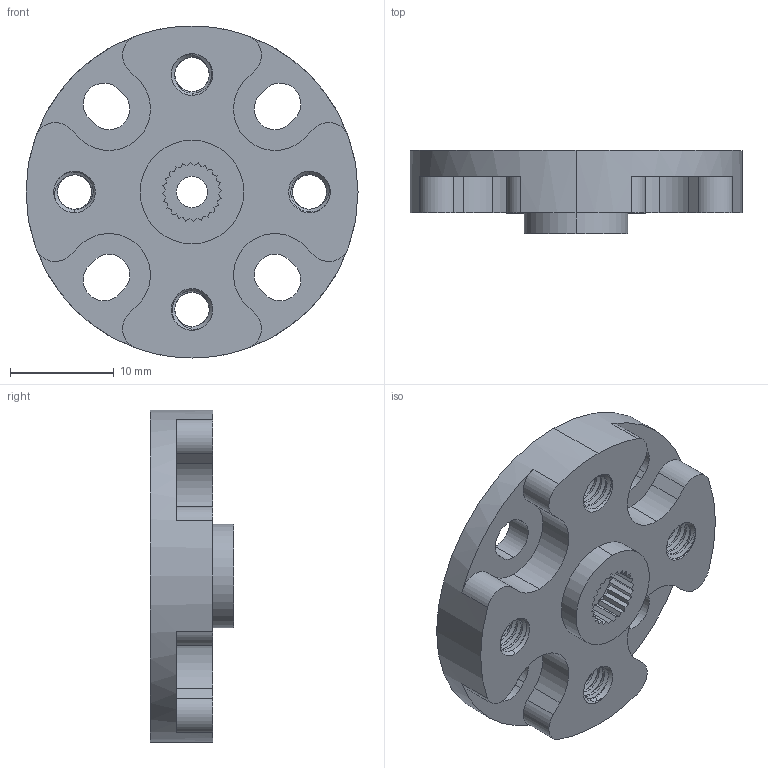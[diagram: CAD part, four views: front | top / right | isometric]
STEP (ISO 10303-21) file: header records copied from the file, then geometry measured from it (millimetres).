
FILE_DESCRIPTION (( 'STEP AP203' ), '1' );
FILE_NAME ('1908-0024-0032 rev1.STEP', '2017-05-22T16:13:43', ( '' ), ( '' ), 'SwSTEP 2.0', 'SolidWorks 2016', '' );
FILE_SCHEMA (( 'CONFIG_CONTROL_DESIGN' ));
Length unit declared in the file: millimetre
Products named in the file (1): 1908-0024-0032 rev1
Bounding box: 31.98 x 8 x 31.98 mm (x, y, z)
Volume: 3031.6 mm3; surface area: 2992.9 mm2
Topology: 1 solids, 1 shells, 288 faces, 826 edges, 544 vertices
Faces by surface type: cylinder 180, plane 74, cone 26, bspline 8
Entity records: 19707 total; most frequent: CARTESIAN_POINT 12845, ORIENTED_EDGE 1652, DIRECTION 1216, EDGE_CURVE 826, VERTEX_POINT 544, AXIS2_PLACEMENT_3D 415, LINE 386, VECTOR 386
